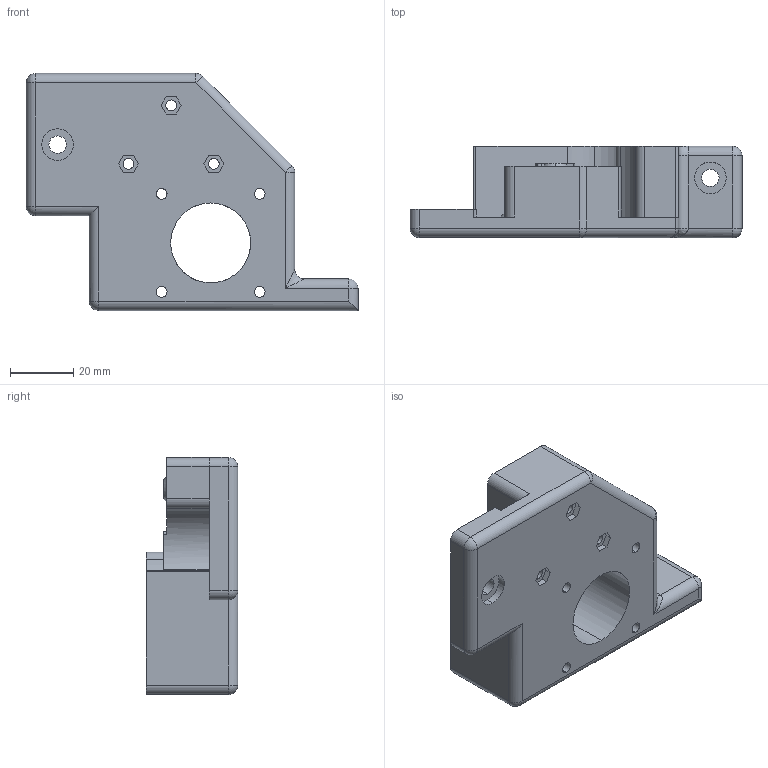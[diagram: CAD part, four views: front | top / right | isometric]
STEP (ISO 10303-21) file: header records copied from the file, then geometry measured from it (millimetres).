
FILE_DESCRIPTION (( 'STEP AP203' ), '1' );
FILE_NAME ('blv-10mm-motor bracket left bottom_v1.STEP', '2019-06-05T08:20:17', ( '' ), ( '' ), 'SwSTEP 2.0', 'SolidWorks 2016', '' );
FILE_SCHEMA (( 'CONFIG_CONTROL_DESIGN' ));
Length unit declared in the file: millimetre
Products named in the file (2): blv-10mm-motor bracket left bottom_v1
Bounding box: 105 x 29 x 75 mm (x, y, z)
Volume: 85514.8 mm3; surface area: 23435.3 mm2
Topology: 1 solids, 1 shells, 139 faces, 370 edges, 233 vertices
Faces by surface type: cylinder 65, plane 54, sphere 7, cone 6, bspline 6, torus 1
Entity records: 4742 total; most frequent: CARTESIAN_POINT 1050, DIRECTION 764, ORIENTED_EDGE 726, EDGE_CURVE 363, AXIS2_PLACEMENT_3D 281, VERTEX_POINT 233, VECTOR 202, LINE 202
